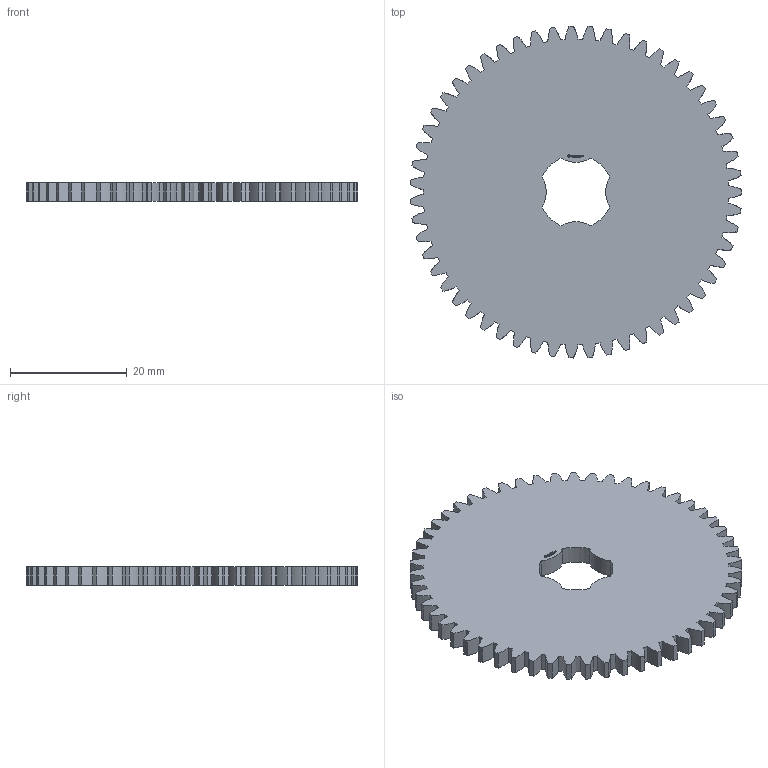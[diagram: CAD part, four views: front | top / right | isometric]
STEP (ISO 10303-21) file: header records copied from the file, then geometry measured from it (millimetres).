
FILE_DESCRIPTION(('FreeCAD Model'),'2;1');
FILE_NAME('Open CASCADE Shape Model','2024-03-10T19:38:59',(''),(''), 'Open CASCADE STEP processor 7.6','FreeCAD','Unknown');
FILE_SCHEMA(('AUTOMOTIVE_DESIGN { 1 0 10303 214 1 1 1 1 }'));
Products named in the file (1): Gear Wheel PLN TTH55 BU00.25 SFT-SHD - SPN-GWH-0197 (stemfie.org)
Bounding box: 56.97 x 56.99 x 3.12 mm (x, y, z)
Volume: 7039.7 mm3; surface area: 5726.1 mm2
Topology: 1 solids, 1 shells, 677 faces, 1935 edges, 1290 vertices
Faces by surface type: extrusion 348, plane 321, cylinder 8
Entity records: 62154 total; most frequent: CARTESIAN_POINT 21163, DIRECTION 5437, VECTOR 4729, LINE 4381, ORIENTED_EDGE 3870, PCURVE 3870, DEFINITIONAL_REPRESENTATION 3870, EDGE_CURVE 1935
